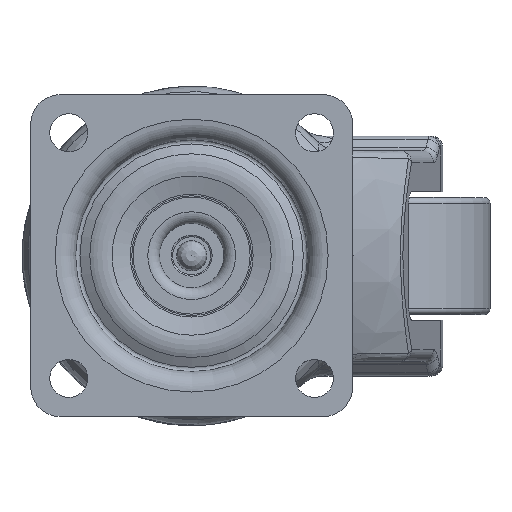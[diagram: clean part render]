
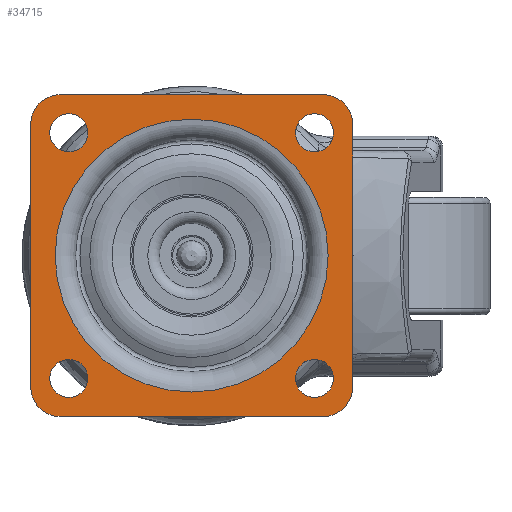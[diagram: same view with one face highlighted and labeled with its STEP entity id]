
A CAD part, top view. The second image highlights one B-rep face of the part: STEP entity #34715.
In plain terms, the highlighted planar face has unit normal (0, 0, 1).
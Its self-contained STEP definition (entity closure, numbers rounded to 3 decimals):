
#34585=CARTESIAN_POINT('',(-7.684,97.86,35.55));
#34586=DIRECTION('',(0.0,0.0,1.0));
#34587=DIRECTION('',(1.0,0.0,0.0));
#34588=AXIS2_PLACEMENT_3D('',#34585,#34586,#34587);
#34589=PLANE('',#34588);
#34590=CARTESIAN_POINT('',(19.054,120.36,35.55));
#34591=VERTEX_POINT('',#34590);
#34592=CARTESIAN_POINT('',(14.054,125.36,35.55));
#34593=VERTEX_POINT('',#34592);
#34594=CARTESIAN_POINT('',(14.054,120.36,35.55));
#34595=DIRECTION('',(0.0,0.0,1.0));
#34596=DIRECTION('',(1.0,0.0,0.0));
#34597=AXIS2_PLACEMENT_3D('',#34594,#34595,#34596);
#34598=CIRCLE('',#34597,5.0);
#34599=EDGE_CURVE('',#34591,#34593,#34598,.T.);
#34600=ORIENTED_EDGE('',*,*,#34599,.T.);
#34601=CARTESIAN_POINT('',(-30.946,125.36,35.55));
#34602=VERTEX_POINT('',#34601);
#34603=CARTESIAN_POINT('',(14.054,125.36,35.55));
#34604=DIRECTION('',(-1.0,0.0,0.0));
#34605=VECTOR('',#34604,45.0);
#34606=LINE('',#34603,#34605);
#34607=EDGE_CURVE('',#34593,#34602,#34606,.T.);
#34608=ORIENTED_EDGE('',*,*,#34607,.T.);
#34609=CARTESIAN_POINT('',(-35.946,120.36,35.55));
#34610=VERTEX_POINT('',#34609);
#34611=CARTESIAN_POINT('',(-30.946,120.36,35.55));
#34612=DIRECTION('',(0.0,0.0,1.0));
#34613=DIRECTION('',(1.0,0.0,0.0));
#34614=AXIS2_PLACEMENT_3D('',#34611,#34612,#34613);
#34615=CIRCLE('',#34614,5.0);
#34616=EDGE_CURVE('',#34602,#34610,#34615,.T.);
#34617=ORIENTED_EDGE('',*,*,#34616,.T.);
#34618=CARTESIAN_POINT('',(-35.946,75.36,35.55));
#34619=VERTEX_POINT('',#34618);
#34620=CARTESIAN_POINT('',(-35.946,120.36,35.55));
#34621=DIRECTION('',(0.0,-1.0,0.0));
#34622=VECTOR('',#34621,45.);
#34623=LINE('',#34620,#34622);
#34624=EDGE_CURVE('',#34610,#34619,#34623,.T.);
#34625=ORIENTED_EDGE('',*,*,#34624,.T.);
#34626=CARTESIAN_POINT('',(-30.946,70.36,35.55));
#34627=VERTEX_POINT('',#34626);
#34628=CARTESIAN_POINT('',(-30.946,75.36,35.55));
#34629=DIRECTION('',(0.0,0.0,1.0));
#34630=DIRECTION('',(1.0,0.0,0.0));
#34631=AXIS2_PLACEMENT_3D('',#34628,#34629,#34630);
#34632=CIRCLE('',#34631,5.0);
#34633=EDGE_CURVE('',#34619,#34627,#34632,.T.);
#34634=ORIENTED_EDGE('',*,*,#34633,.T.);
#34635=CARTESIAN_POINT('',(14.054,70.36,35.55));
#34636=VERTEX_POINT('',#34635);
#34637=CARTESIAN_POINT('',(-30.946,70.36,35.55));
#34638=DIRECTION('',(1.0,0.0,0.0));
#34639=VECTOR('',#34638,45.0);
#34640=LINE('',#34637,#34639);
#34641=EDGE_CURVE('',#34627,#34636,#34640,.T.);
#34642=ORIENTED_EDGE('',*,*,#34641,.T.);
#34643=CARTESIAN_POINT('',(19.054,75.36,35.55));
#34644=VERTEX_POINT('',#34643);
#34645=CARTESIAN_POINT('',(14.054,75.36,35.55));
#34646=DIRECTION('',(0.0,0.0,1.0));
#34647=DIRECTION('',(1.0,0.0,0.0));
#34648=AXIS2_PLACEMENT_3D('',#34645,#34646,#34647);
#34649=CIRCLE('',#34648,5.0);
#34650=EDGE_CURVE('',#34636,#34644,#34649,.T.);
#34651=ORIENTED_EDGE('',*,*,#34650,.T.);
#34652=CARTESIAN_POINT('',(19.054,75.36,35.55));
#34653=DIRECTION('',(0.0,1.0,0.0));
#34654=VECTOR('',#34653,45.);
#34655=LINE('',#34652,#34654);
#34656=EDGE_CURVE('',#34644,#34591,#34655,.T.);
#34657=ORIENTED_EDGE('',*,*,#34656,.T.);
#34658=EDGE_LOOP('',(#34600,#34608,#34617,#34625,#34634,#34642,#34651,#34657));
#34659=FACE_OUTER_BOUND('',#34658,.T.);
#34660=CARTESIAN_POINT('',(15.804,118.86,35.55));
#34661=VERTEX_POINT('',#34660);
#34662=CARTESIAN_POINT('',(12.554,118.86,35.55));
#34663=DIRECTION('',(0.0,0.0,-1.0));
#34664=DIRECTION('',(1.0,0.0,0.0));
#34665=AXIS2_PLACEMENT_3D('',#34662,#34663,#34664);
#34666=CIRCLE('',#34665,3.25);
#34667=EDGE_CURVE('',#34661,#34661,#34666,.T.);
#34668=ORIENTED_EDGE('',*,*,#34667,.T.);
#34669=EDGE_LOOP('',(#34668));
#34670=FACE_BOUND('',#34669,.T.);
#34671=CARTESIAN_POINT('',(-26.196,118.86,35.55));
#34672=VERTEX_POINT('',#34671);
#34673=CARTESIAN_POINT('',(-29.446,118.86,35.55));
#34674=DIRECTION('',(0.0,0.0,-1.0));
#34675=DIRECTION('',(1.0,0.0,0.0));
#34676=AXIS2_PLACEMENT_3D('',#34673,#34674,#34675);
#34677=CIRCLE('',#34676,3.25);
#34678=EDGE_CURVE('',#34672,#34672,#34677,.T.);
#34679=ORIENTED_EDGE('',*,*,#34678,.T.);
#34680=EDGE_LOOP('',(#34679));
#34681=FACE_BOUND('',#34680,.T.);
#34682=CARTESIAN_POINT('',(14.883,97.86,35.55));
#34683=VERTEX_POINT('',#34682);
#34684=CARTESIAN_POINT('',(-8.446,97.86,35.55));
#34685=DIRECTION('',(0.0,0.0,-1.0));
#34686=DIRECTION('',(1.0,0.0,0.0));
#34687=AXIS2_PLACEMENT_3D('',#34684,#34685,#34686);
#34688=CIRCLE('',#34687,23.328);
#34689=EDGE_CURVE('',#34683,#34683,#34688,.T.);
#34690=ORIENTED_EDGE('',*,*,#34689,.T.);
#34691=EDGE_LOOP('',(#34690));
#34692=FACE_BOUND('',#34691,.T.);
#34693=CARTESIAN_POINT('',(15.804,76.86,35.55));
#34694=VERTEX_POINT('',#34693);
#34695=CARTESIAN_POINT('',(12.554,76.86,35.55));
#34696=DIRECTION('',(0.0,0.0,-1.0));
#34697=DIRECTION('',(1.0,0.0,0.0));
#34698=AXIS2_PLACEMENT_3D('',#34695,#34696,#34697);
#34699=CIRCLE('',#34698,3.25);
#34700=EDGE_CURVE('',#34694,#34694,#34699,.T.);
#34701=ORIENTED_EDGE('',*,*,#34700,.T.);
#34702=EDGE_LOOP('',(#34701));
#34703=FACE_BOUND('',#34702,.T.);
#34704=CARTESIAN_POINT('',(-26.196,76.86,35.55));
#34705=VERTEX_POINT('',#34704);
#34706=CARTESIAN_POINT('',(-29.446,76.86,35.55));
#34707=DIRECTION('',(0.0,0.0,-1.0));
#34708=DIRECTION('',(1.0,0.0,0.0));
#34709=AXIS2_PLACEMENT_3D('',#34706,#34707,#34708);
#34710=CIRCLE('',#34709,3.25);
#34711=EDGE_CURVE('',#34705,#34705,#34710,.T.);
#34712=ORIENTED_EDGE('',*,*,#34711,.T.);
#34713=EDGE_LOOP('',(#34712));
#34714=FACE_BOUND('',#34713,.T.);
#34715=ADVANCED_FACE('',(#34659,#34670,#34681,#34692,#34703,#34714),#34589,.T.);
